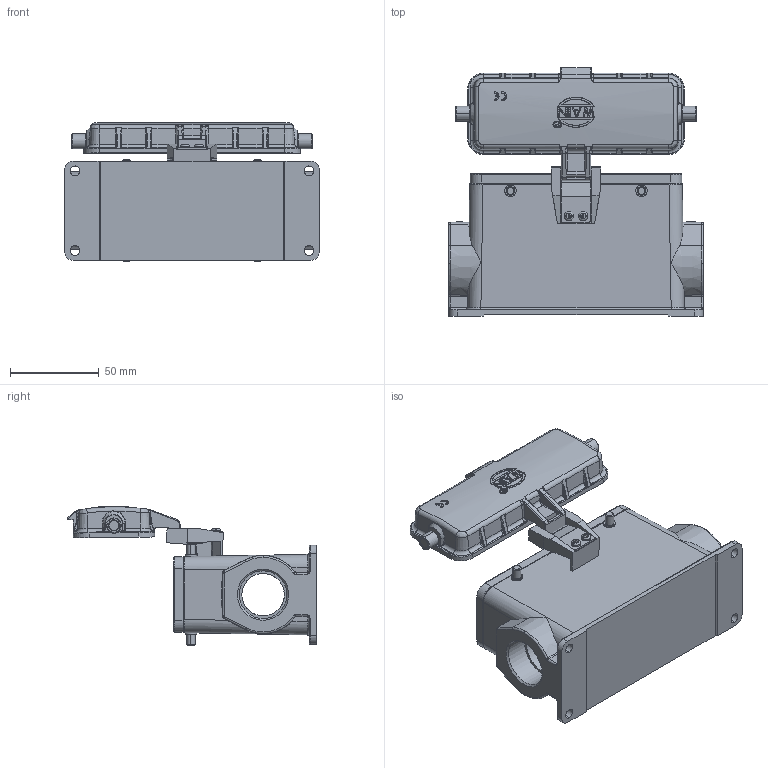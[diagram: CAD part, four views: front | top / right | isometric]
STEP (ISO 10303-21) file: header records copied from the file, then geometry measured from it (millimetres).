
FILE_DESCRIPTION(/* description */ (''),/* implementation_level */ '2;1');
FILE_NAME(/* name */ '3D_1240242705131_HV24B-SFH-4B-MCV-PG21_V1.1.STP',/* time_stamp */ '2024-01-16T13:34:16+08:00',/* author */ (''),/* organization */ (''),/* preprocessor_version */ 'ST-DEVELOPER v18.1',/* originating_system */ 'SIEMENS PLM Software NX 1980',/* authorisation */ '');
FILE_SCHEMA (('AUTOMOTIVE_DESIGN { 1 0 10303 214 3 1 1 1 }'));
Products named in the file (1): 145931BC337Cby5e
Bounding box: 144 x 140.29 x 78.68 mm (x, y, z)
Volume: 224789 mm3; surface area: 96758.8 mm2
Topology: 17 solids, 17 shells, 1469 faces, 3675 edges, 2284 vertices
Faces by surface type: cylinder 600, plane 436, torus 251, bspline 106, cone 60, extrusion 9, sphere 7
Full cylindrical faces by diameter (mm): 4 x2, 24 x2, 26.9 x2
Entity records: 57214 total; most frequent: CARTESIAN_POINT 24698, ORIENTED_EDGE 7322, DIRECTION 5888, EDGE_CURVE 3661, VERTEX_POINT 2282, AXIS2_PLACEMENT_3D 2255, EDGE_LOOP 1561, ADVANCED_FACE 1469
